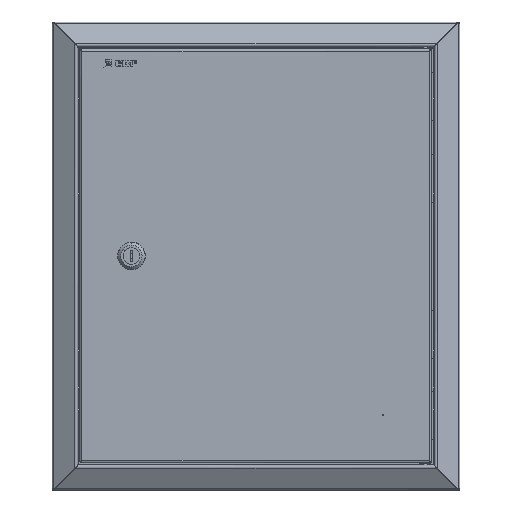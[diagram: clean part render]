
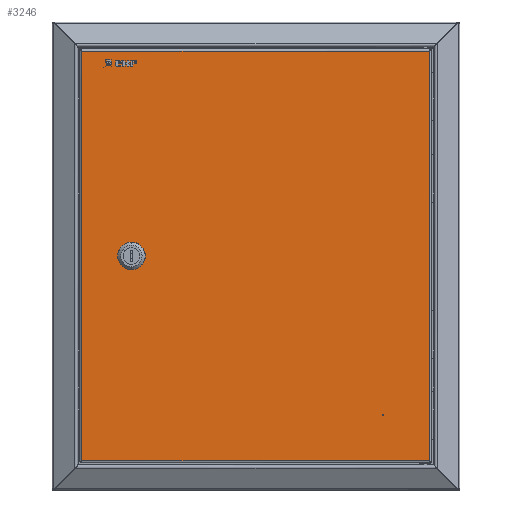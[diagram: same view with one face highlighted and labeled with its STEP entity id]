
A CAD part, top view. The second image highlights one B-rep face of the part: STEP entity #3246.
In plain terms, the highlighted face is planar.
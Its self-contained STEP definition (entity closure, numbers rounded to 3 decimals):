
#149 = LINE ( 'NONE', #27746, #894 ) ;
#202 = ORIENTED_EDGE ( 'NONE', *, *, #28523, .F. ) ;
#266 = VERTEX_POINT ( 'NONE', #28609 ) ;
#674 = CARTESIAN_POINT ( 'NONE',  ( -34.5, 176.149, -0.7 ) ) ;
#717 = CARTESIAN_POINT ( 'NONE',  ( -1.7, 344.159, -0.7 ) ) ;
#726 = VERTEX_POINT ( 'NONE', #5953 ) ;
#894 = VECTOR ( 'NONE', #9090, 1000. ) ;
#920 = DIRECTION ( 'NONE',  ( 1., 0., 0. ) ) ;
#2026 = CARTESIAN_POINT ( 'NONE',  ( -291.2, 0.841, -0.7 ) ) ;
#2113 = ORIENTED_EDGE ( 'NONE', *, *, #24722, .F. ) ;
#2290 = VERTEX_POINT ( 'NONE', #24795 ) ;
#2383 = FACE_BOUND ( 'NONE', #16265, .T. ) ;
#2793 = DIRECTION ( 'NONE',  ( 0., 0., -1. ) ) ;
#2827 = CARTESIAN_POINT ( 'NONE',  ( -252.9, 40., -0.7 ) ) ;
#2965 = VECTOR ( 'NONE', #4255, 1000. ) ;
#3246 = ADVANCED_FACE ( 'NONE', ( #26439, #2383, #20235 ), #7954, .F. ) ;
#4255 = DIRECTION ( 'NONE',  ( 0., -1., 0. ) ) ;
#4686 = VERTEX_POINT ( 'NONE', #20829 ) ;
#4739 = EDGE_CURVE ( 'NONE', #4686, #17416, #7420, .T. ) ;
#4768 = DIRECTION ( 'NONE',  ( 0., 0., -1. ) ) ;
#4807 = ORIENTED_EDGE ( 'NONE', *, *, #4739, .F. ) ;
#5087 = CARTESIAN_POINT ( 'NONE',  ( -253.4, 40., -0.7 ) ) ;
#5180 = DIRECTION ( 'NONE',  ( 0., 1., 0. ) ) ;
#5201 = DIRECTION ( 'NONE',  ( -1., 0., 0. ) ) ;
#5367 = LINE ( 'NONE', #2026, #11515 ) ;
#5564 = CIRCLE ( 'NONE', #8501, 0.5 ) ;
#5953 = CARTESIAN_POINT ( 'NONE',  ( -34.5, 168.851, -0.7 ) ) ;
#6434 = CARTESIAN_POINT ( 'NONE',  ( -1.7, 1.7, -0.7 ) ) ;
#6736 = VECTOR ( 'NONE', #28602, 1000. ) ;
#6956 = EDGE_CURVE ( 'NONE', #726, #20484, #11273, .T. ) ;
#7219 = CARTESIAN_POINT ( 'NONE',  ( 0., 0., -0.7 ) ) ;
#7420 = CIRCLE ( 'NONE', #19769, 9.25 ) ;
#7475 = LINE ( 'NONE', #9956, #6736 ) ;
#7586 = LINE ( 'NONE', #12171, #25402 ) ;
#7954 = PLANE ( 'NONE',  #27377 ) ;
#8112 = DIRECTION ( 'NONE',  ( 0., 0., -1. ) ) ;
#8456 = LINE ( 'NONE', #29926, #2965 ) ;
#8501 = AXIS2_PLACEMENT_3D ( 'NONE', #2827, #19109, #5201 ) ;
#8988 = EDGE_LOOP ( 'NONE', ( #20605, #21933 ) ) ;
#9090 = DIRECTION ( 'NONE',  ( 1., 0., 0. ) ) ;
#9917 = EDGE_CURVE ( 'NONE', #29693, #28943, #7475, .T. ) ;
#9956 = CARTESIAN_POINT ( 'NONE',  ( -0.841, 1.7, -0.7 ) ) ;
#10280 = ORIENTED_EDGE ( 'NONE', *, *, #9917, .T. ) ;
#10507 = VECTOR ( 'NONE', #16987, 1000. ) ;
#10590 = AXIS2_PLACEMENT_3D ( 'NONE', #16717, #2793, #19081 ) ;
#11273 = CIRCLE ( 'NONE', #29641, 9.25 ) ;
#11375 = VERTEX_POINT ( 'NONE', #5087 ) ;
#11515 = VECTOR ( 'NONE', #15953, 1000. ) ;
#12171 = CARTESIAN_POINT ( 'NONE',  ( -51.5, 176.149, -0.7 ) ) ;
#12211 = EDGE_CURVE ( 'NONE', #266, #11375, #5564, .T. ) ;
#13003 = ORIENTED_EDGE ( 'NONE', *, *, #21184, .T. ) ;
#13126 = CIRCLE ( 'NONE', #10590, 0.5 ) ;
#15502 = EDGE_CURVE ( 'NONE', #28943, #21154, #5367, .T. ) ;
#15953 = DIRECTION ( 'NONE',  ( 0., 1., 0. ) ) ;
#16265 = EDGE_LOOP ( 'NONE', ( #202, #4807, #2113, #19304 ) ) ;
#16678 = LINE ( 'NONE', #717, #10507 ) ;
#16717 = CARTESIAN_POINT ( 'NONE',  ( -252.9, 40., -0.7 ) ) ;
#16987 = DIRECTION ( 'NONE',  ( 0., -1., 0. ) ) ;
#17416 = VERTEX_POINT ( 'NONE', #674 ) ;
#18693 = CARTESIAN_POINT ( 'NONE',  ( -43., 172.5, -0.7 ) ) ;
#19081 = DIRECTION ( 'NONE',  ( -1., 0., 0. ) ) ;
#19109 = DIRECTION ( 'NONE',  ( 0., 0., -1. ) ) ;
#19304 = ORIENTED_EDGE ( 'NONE', *, *, #6956, .F. ) ;
#19769 = AXIS2_PLACEMENT_3D ( 'NONE', #18693, #4768, #21029 ) ;
#19995 = DIRECTION ( 'NONE',  ( 0., 0., 1. ) ) ;
#20235 = FACE_OUTER_BOUND ( 'NONE', #27024, .T. ) ;
#20469 = EDGE_CURVE ( 'NONE', #11375, #266, #13126, .T. ) ;
#20484 = VERTEX_POINT ( 'NONE', #21420 ) ;
#20605 = ORIENTED_EDGE ( 'NONE', *, *, #20469, .F. ) ;
#20829 = CARTESIAN_POINT ( 'NONE',  ( -51.5, 176.149, -0.7 ) ) ;
#21029 = DIRECTION ( 'NONE',  ( -1., 0., 0. ) ) ;
#21154 = VERTEX_POINT ( 'NONE', #26168 ) ;
#21184 = EDGE_CURVE ( 'NONE', #2290, #29693, #16678, .T. ) ;
#21420 = CARTESIAN_POINT ( 'NONE',  ( -51.5, 168.851, -0.7 ) ) ;
#21918 = CARTESIAN_POINT ( 'NONE',  ( -291.2, 1.7, -0.7 ) ) ;
#21933 = ORIENTED_EDGE ( 'NONE', *, *, #12211, .F. ) ;
#22026 = CARTESIAN_POINT ( 'NONE',  ( -43., 172.5, -0.7 ) ) ;
#24305 = ORIENTED_EDGE ( 'NONE', *, *, #26641, .T. ) ;
#24369 = DIRECTION ( 'NONE',  ( -1., 0., 0. ) ) ;
#24722 = EDGE_CURVE ( 'NONE', #20484, #4686, #7586, .T. ) ;
#24795 = CARTESIAN_POINT ( 'NONE',  ( -1.7, 343.3, -0.7 ) ) ;
#25402 = VECTOR ( 'NONE', #5180, 1000. ) ;
#26168 = CARTESIAN_POINT ( 'NONE',  ( -291.2, 343.3, -0.7 ) ) ;
#26439 = FACE_BOUND ( 'NONE', #8988, .T. ) ;
#26641 = EDGE_CURVE ( 'NONE', #21154, #2290, #149, .T. ) ;
#27024 = EDGE_LOOP ( 'NONE', ( #13003, #10280, #27101, #24305 ) ) ;
#27101 = ORIENTED_EDGE ( 'NONE', *, *, #15502, .T. ) ;
#27377 = AXIS2_PLACEMENT_3D ( 'NONE', #7219, #19995, #920 ) ;
#27746 = CARTESIAN_POINT ( 'NONE',  ( -292.059, 343.3, -0.7 ) ) ;
#28523 = EDGE_CURVE ( 'NONE', #17416, #726, #8456, .T. ) ;
#28602 = DIRECTION ( 'NONE',  ( -1., 0., 0. ) ) ;
#28609 = CARTESIAN_POINT ( 'NONE',  ( -252.4, 40., -0.7 ) ) ;
#28943 = VERTEX_POINT ( 'NONE', #21918 ) ;
#29641 = AXIS2_PLACEMENT_3D ( 'NONE', #22026, #8112, #24369 ) ;
#29693 = VERTEX_POINT ( 'NONE', #6434 ) ;
#29926 = CARTESIAN_POINT ( 'NONE',  ( -34.5, 176.149, -0.7 ) ) ;
